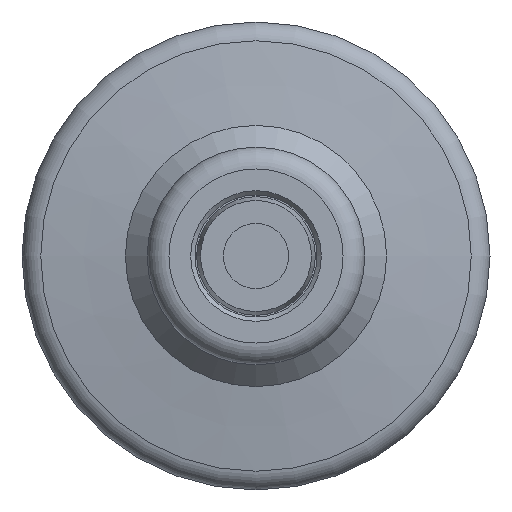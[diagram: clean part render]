
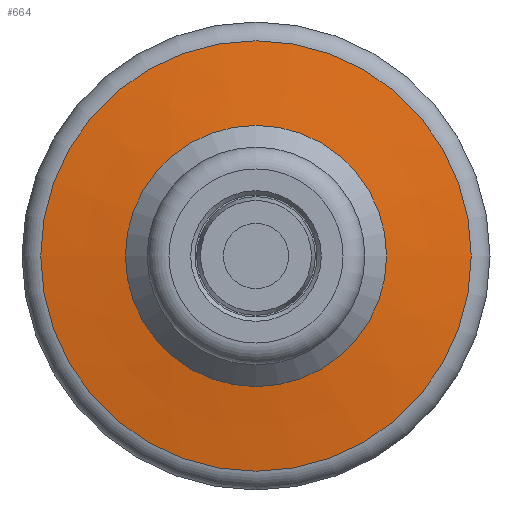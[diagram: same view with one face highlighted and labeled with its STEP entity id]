
A CAD part, left-side view. The second image highlights one B-rep face of the part: STEP entity #664.
In plain terms, the highlighted conical face has half-angle 82 degrees and reference radius 8.375 mm.
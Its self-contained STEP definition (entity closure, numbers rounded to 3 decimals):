
#15=CONICAL_SURFACE('',#755,8.375,1.431);
#38=LINE('',#1134,#66);
#66=VECTOR('',#907,8.375);
#169=FACE_OUTER_BOUND('',#215,.T.);
#215=EDGE_LOOP('',(#514,#515,#516,#517,#518));
#261=CIRCLE('',#727,6.);
#281=CIRCLE('',#756,9.889);
#282=CIRCLE('',#757,9.889);
#322=VERTEX_POINT('',#1079);
#339=VERTEX_POINT('',#1131);
#340=VERTEX_POINT('',#1132);
#378=EDGE_CURVE('',#322,#322,#261,.T.);
#404=EDGE_CURVE('',#339,#340,#281,.T.);
#405=EDGE_CURVE('',#339,#322,#38,.T.);
#406=EDGE_CURVE('',#340,#339,#282,.T.);
#514=ORIENTED_EDGE('',*,*,#404,.F.);
#515=ORIENTED_EDGE('',*,*,#405,.T.);
#516=ORIENTED_EDGE('',*,*,#378,.T.);
#517=ORIENTED_EDGE('',*,*,#405,.F.);
#518=ORIENTED_EDGE('',*,*,#406,.F.);
#664=ADVANCED_FACE('',(#169),#15,.T.);
#727=AXIS2_PLACEMENT_3D('',#1080,#841,#842);
#755=AXIS2_PLACEMENT_3D('',#1130,#903,#904);
#756=AXIS2_PLACEMENT_3D('',#1133,#905,#906);
#757=AXIS2_PLACEMENT_3D('',#1135,#908,#909);
#841=DIRECTION('center_axis',(1.,0.,0.));
#842=DIRECTION('ref_axis',(0.,1.,0.));
#903=DIRECTION('center_axis',(1.,0.,0.));
#904=DIRECTION('ref_axis',(0.,1.,0.));
#905=DIRECTION('center_axis',(1.,0.,0.));
#906=DIRECTION('ref_axis',(0.,-1.,0.));
#907=DIRECTION('',(-0.139,0.99,0.));
#908=DIRECTION('center_axis',(1.,0.,0.));
#909=DIRECTION('ref_axis',(0.,-1.,0.));
#1079=CARTESIAN_POINT('',(20.,-6.,0.));
#1080=CARTESIAN_POINT('Origin',(20.,0.,0.));
#1130=CARTESIAN_POINT('Origin',(20.334,0.,0.));
#1131=CARTESIAN_POINT('',(20.547,-9.889,0.));
#1132=CARTESIAN_POINT('',(20.547,0.,9.889));
#1133=CARTESIAN_POINT('Origin',(20.547,0.,0.));
#1134=CARTESIAN_POINT('',(20.334,-8.375,0.));
#1135=CARTESIAN_POINT('Origin',(20.547,0.,0.));
